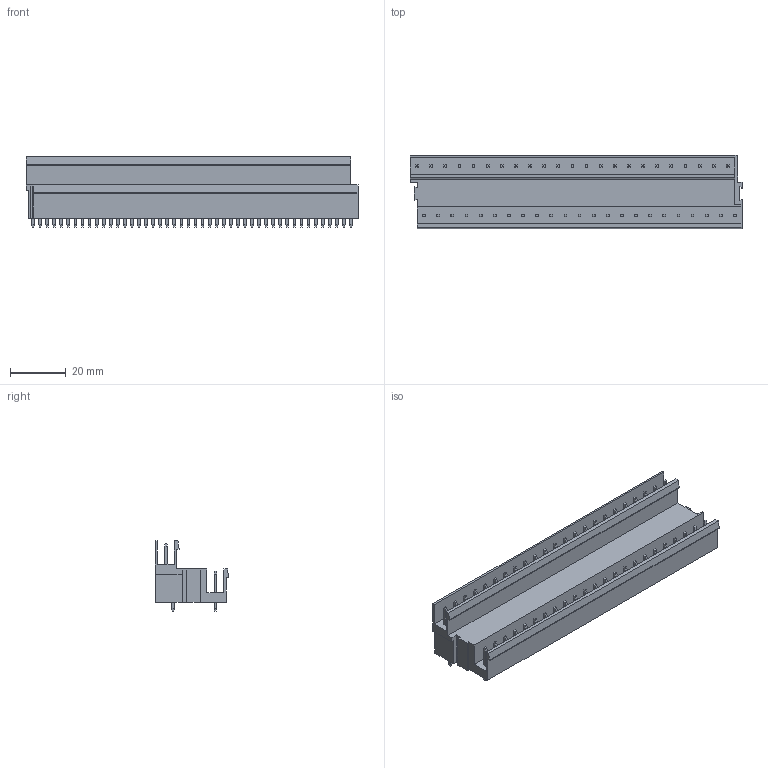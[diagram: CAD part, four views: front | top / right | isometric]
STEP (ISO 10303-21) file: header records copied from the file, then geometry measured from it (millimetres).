
FILE_DESCRIPTION(('CATIA V5 STEP Exchange','CAx-IF Rec.Pracs.--- Model Styling and Organization---1.2---2011-12-15'),'2;1');
FILE_NAME ('D1454973_0_1725860000_1725860000.stp','2018-11-12T12:10:19+00:00',('none'),('Weidmueller'),'CATIA Version 5-6 Release 2014','CATIA V5 STEP AP214','none');
FILE_SCHEMA(('AUTOMOTIVE_DESIGN { 1 0 10303 214 1 1 1 1 }'));
Length unit declared in the file: millimetre
Products named in the file (1): 1725860000
Bounding box: 119.38 x 26.28 x 25.36 mm (x, y, z)
Volume: 33632.8 mm3; surface area: 21245.2 mm2
Topology: 47 solids, 47 shells, 1243 faces, 3079 edges, 1930 vertices
Faces by surface type: plane 1059, cylinder 184
Entity records: 31706 total; most frequent: ORIENTED_EDGE 6158, CARTESIAN_POINT 5819, DIRECTION 3593, EDGE_CURVE 3079, VECTOR 2343, LINE 2343, VERTEX_POINT 1930, EDGE_LOOP 1335
